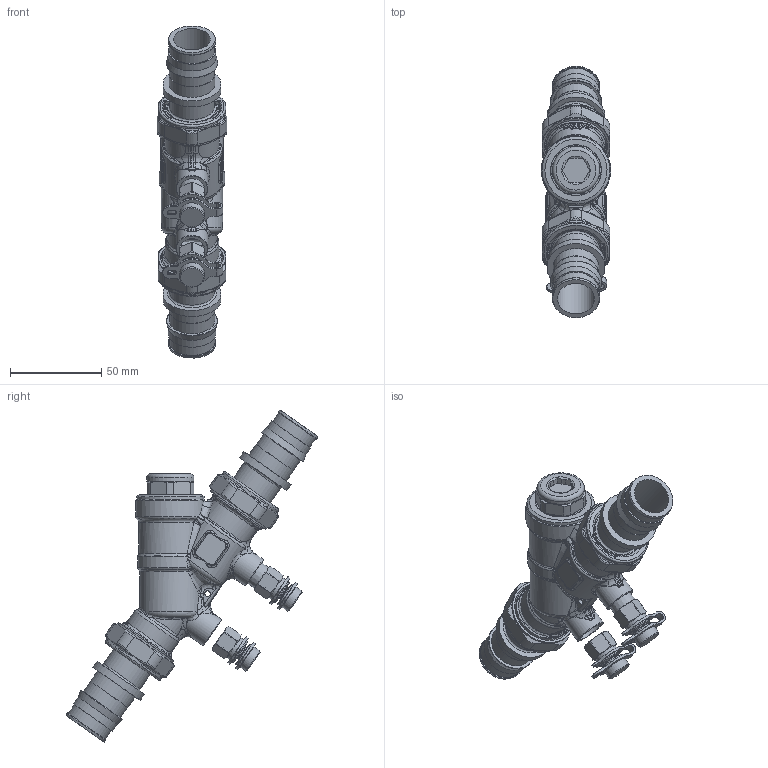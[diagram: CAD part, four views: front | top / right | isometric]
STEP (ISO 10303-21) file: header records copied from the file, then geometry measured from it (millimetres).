
FILE_DESCRIPTION(/* description */ (''),/* implementation_level */ '2;1');
FILE_NAME(/* name */ '128562AF_Simplify_1.stp',/* time_stamp */ '2025-07-22T10:45:32-05:00',/* author */ ('ischreiner'),/* organization */ (''),/* preprocessor_version */ 'ST-DEVELOPER v20',/* originating_system */ 'Autodesk Inventor 2025',/* authorisation */ '');
FILE_SCHEMA (('AUTOMOTIVE_DESIGN { 1 0 10303 214 3 1 1 }'));
Length unit declared in the file: inch
Products named in the file (1): 128562AF_Simplify_1
Bounding box: 37.95 x 137.75 x 181.63 mm (x, y, z)
Volume: 170337.6 mm3; surface area: 48526.3 mm2
Topology: 7 solids, 7 shells, 1317 faces, 3160 edges, 1850 vertices
Faces by surface type: bspline 781, cylinder 210, plane 143, cone 101, torus 70, sphere 12
Full cylindrical faces by diameter (mm): 3 x1, 8 x2, 11.5 x2, 12 x4, 12.2 x2, 13.5 x6, 13.9 x2, 17.5 x2, 20.32 x2, 24.384 x2, 24.765 x4, 25.095 x2, 25.8 x1, 26.111 x2, 27.686 x2, 29.5 x1, 29.515 x2, 30 x2, 30.5 x2, 31.75 x2, 33.1 x2, 37 x5
Entity records: 147537 total; most frequent: CARTESIAN_POINT 120427, ORIENTED_EDGE 6236, DIRECTION 3881, EDGE_CURVE 3118, VERTEX_POINT 1850, AXIS2_PLACEMENT_3D 1712, B_SPLINE_CURVE_WITH_KNOTS 1426, EDGE_LOOP 1374
